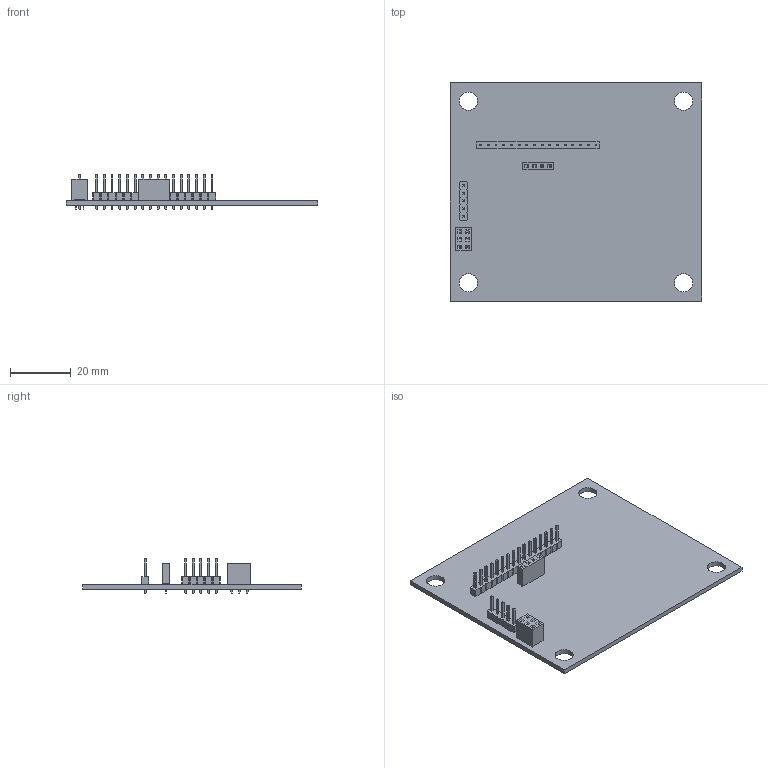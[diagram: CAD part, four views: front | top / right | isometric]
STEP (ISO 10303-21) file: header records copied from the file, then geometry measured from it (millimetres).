
FILE_DESCRIPTION(('KiCad electronic assembly'),'2;1');
FILE_NAME('livello_serbatoio_espansione.step','2024-05-05T17:27:37',( 'Pcbnew'),('Kicad'),'Open CASCADE STEP processor 7.7', 'KiCad to STEP converter','Unknown');
FILE_SCHEMA(('AUTOMOTIVE_DESIGN { 1 0 10303 214 1 1 1 1 }'));
Length unit declared in the file: millimetre
Products named in the file (10): livello_serbatoio_espansione 1; PinSocket_2x03_P2.54mm_Vertical; PinSocket_2x03_P254mm_Vertical; PinHeader_1x16_P2.54mm_Vertical; PinHeader_1x16_P254mm_Vertical; PinHeader_1x05_P2.54mm_Vertical; PinHeader_1x05_P254mm_Vertical; PinSocket_1x04_P2.54mm_Vertical; PinSocket_1x04_P254mm_Vertical; livello_serbatoio_espansione_PCB
Assembly tree (9 placements, depth 3):
  livello_serbatoio_espansione 1
    PinSocket_2x03_P2.54mm_Vertical
      PinSocket_2x03_P254mm_Vertical
    PinHeader_1x16_P2.54mm_Vertical
      PinHeader_1x16_P254mm_Vertical
    PinHeader_1x05_P2.54mm_Vertical
      PinHeader_1x05_P254mm_Vertical
    PinSocket_1x04_P2.54mm_Vertical
      PinSocket_1x04_P254mm_Vertical
    livello_serbatoio_espansione_PCB
Bounding box: 83 x 72 x 11.64 mm (x, y, z)
Volume: 10179.9 mm3; surface area: 14197 mm2
Topology: 5 solids, 5 shells, 884 faces, 2198 edges, 1396 vertices
Faces by surface type: plane 849, cylinder 35
Full cylindrical faces by diameter (mm): 1 x31, 6 x4
Entity records: 31701 total; most frequent: CARTESIAN_POINT 4488, ORIENTED_EDGE 4396, DIRECTION 4056, EDGE_CURVE 2198, LINE 2128, VECTOR 2128, VERTEX_POINT 1396, FACE_BOUND 1026
